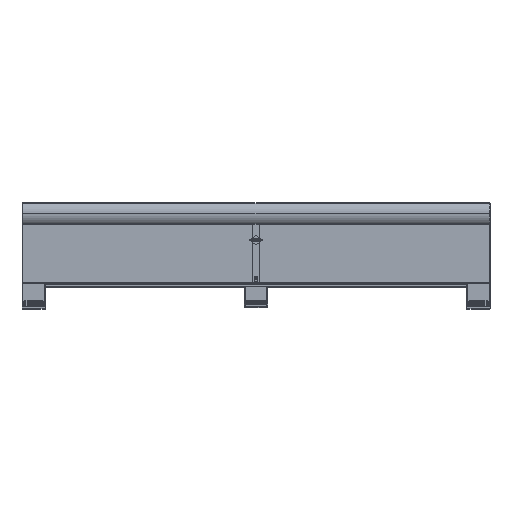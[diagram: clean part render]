
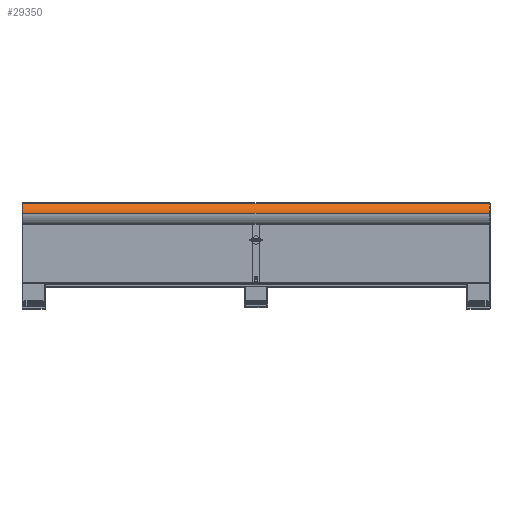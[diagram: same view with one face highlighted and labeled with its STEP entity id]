
A CAD part, top view. The second image highlights one B-rep face of the part: STEP entity #29350.
In plain terms, the highlighted cylindrical face has radius 60 mm (diameter 120 mm), a partial arc.
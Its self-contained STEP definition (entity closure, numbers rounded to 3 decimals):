
#6796 = VECTOR ( 'NONE', #17343, 1000. ) ;
#7274 = DIRECTION ( 'NONE',  ( -1., 0., 0. ) ) ;
#7292 = EDGE_CURVE ( 'NONE', #38454, #37132, #36091, .T. ) ;
#7511 = VERTEX_POINT ( 'NONE', #32050 ) ;
#8188 = DIRECTION ( 'NONE',  ( 0., 0., -1. ) ) ;
#9721 = DIRECTION ( 'NONE',  ( -1., 0., 0. ) ) ;
#10252 = CARTESIAN_POINT ( 'NONE',  ( 1000., 0., -40. ) ) ;
#10400 = CARTESIAN_POINT ( 'NONE',  ( -997., 0., -40. ) ) ;
#11090 = DIRECTION ( 'NONE',  ( 0., 0., 1. ) ) ;
#11730 = EDGE_LOOP ( 'NONE', ( #24356, #33121, #38053, #16367 ) ) ;
#12030 = EDGE_CURVE ( 'NONE', #37132, #36825, #33844, .T. ) ;
#14694 = EDGE_CURVE ( 'NONE', #7511, #36825, #31593, .T. ) ;
#15399 = CARTESIAN_POINT ( 'NONE',  ( 1000., 0., 20. ) ) ;
#16367 = ORIENTED_EDGE ( 'NONE', *, *, #12030, .T. ) ;
#17343 = DIRECTION ( 'NONE',  ( -1., 0., 0. ) ) ;
#18283 = CARTESIAN_POINT ( 'NONE',  ( 997., 0., -40. ) ) ;
#20023 = CARTESIAN_POINT ( 'NONE',  ( -997., 44.211, 0.564 ) ) ;
#23015 = DIRECTION ( 'NONE',  ( 0., 0., -1. ) ) ;
#24356 = ORIENTED_EDGE ( 'NONE', *, *, #14694, .F. ) ;
#28455 = CARTESIAN_POINT ( 'NONE',  ( 997., 44.211, 0.564 ) ) ;
#28682 = CARTESIAN_POINT ( 'NONE',  ( -997., 0., 20. ) ) ;
#29350 = ADVANCED_FACE ( 'NONE', ( #39933 ), #36138, .T. ) ;
#31593 = LINE ( 'NONE', #15399, #39178 ) ;
#32050 = CARTESIAN_POINT ( 'NONE',  ( 997., 0., 20. ) ) ;
#32919 = AXIS2_PLACEMENT_3D ( 'NONE', #10252, #7274, #11090 ) ;
#33121 = ORIENTED_EDGE ( 'NONE', *, *, #38689, .T. ) ;
#33551 = CARTESIAN_POINT ( 'NONE',  ( 1000., 44.211, 0.564 ) ) ;
#33844 = CIRCLE ( 'NONE', #40566, 60. ) ;
#36091 = LINE ( 'NONE', #33551, #6796 ) ;
#36138 = CYLINDRICAL_SURFACE ( 'NONE', #32919, 60. ) ;
#36263 = DIRECTION ( 'NONE',  ( 1., 0., 0. ) ) ;
#36825 = VERTEX_POINT ( 'NONE', #28682 ) ;
#37132 = VERTEX_POINT ( 'NONE', #20023 ) ;
#37732 = AXIS2_PLACEMENT_3D ( 'NONE', #18283, #40623, #8188 ) ;
#38053 = ORIENTED_EDGE ( 'NONE', *, *, #7292, .T. ) ;
#38454 = VERTEX_POINT ( 'NONE', #28455 ) ;
#38689 = EDGE_CURVE ( 'NONE', #7511, #38454, #39752, .T. ) ;
#39178 = VECTOR ( 'NONE', #9721, 1000. ) ;
#39752 = CIRCLE ( 'NONE', #37732, 60. ) ;
#39933 = FACE_OUTER_BOUND ( 'NONE', #11730, .T. ) ;
#40566 = AXIS2_PLACEMENT_3D ( 'NONE', #10400, #36263, #23015 ) ;
#40623 = DIRECTION ( 'NONE',  ( -1., 0., 0. ) ) ;
